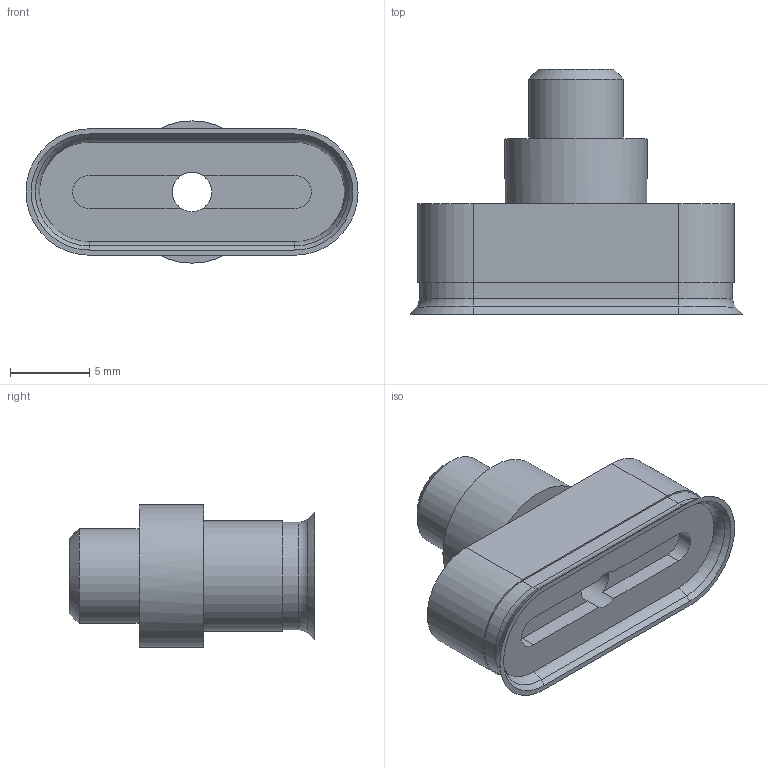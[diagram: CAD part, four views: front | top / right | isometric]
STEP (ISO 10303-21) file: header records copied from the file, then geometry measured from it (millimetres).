
FILE_DESCRIPTION(/* description */ ('STEP AP214'),/* implementation_level */ '2;1');
FILE_NAME(/* name */ '189412_ESS-8X20-ON',/* time_stamp */ '2024-08-28T10:23:59+02:00',/* author */ ('License CC BY-ND 4.0'),/* organization */ ('CADENAS'),/* preprocessor_version */ 'ST-DEVELOPER v19.3',/* originating_system */ 'PARTsolutions',/* authorisation */ ' ');
FILE_SCHEMA (('AUTOMOTIVE_DESIGN {1 0 10303 214 3 1 1}'));
Length unit declared in the file: millimetre
Products named in the file (1): 189412 ESS-8x20-ON
Bounding box: 21 x 15.5 x 9 mm (x, y, z)
Volume: 1071 mm3; surface area: 999.6 mm2
Topology: 1 solids, 1 shells, 45 faces, 103 edges, 63 vertices
Faces by surface type: plane 23, cylinder 13, cone 5, torus 4
Full cylindrical faces by diameter (mm): 2.5 x1, 6 x1, 9 x1
Entity records: 1569 total; most frequent: DIRECTION 232, CARTESIAN_POINT 204, ORIENTED_EDGE 194, EDGE_CURVE 97, AXIS2_PLACEMENT_3D 89, VERTEX_POINT 61, LINE 54, VECTOR 54
